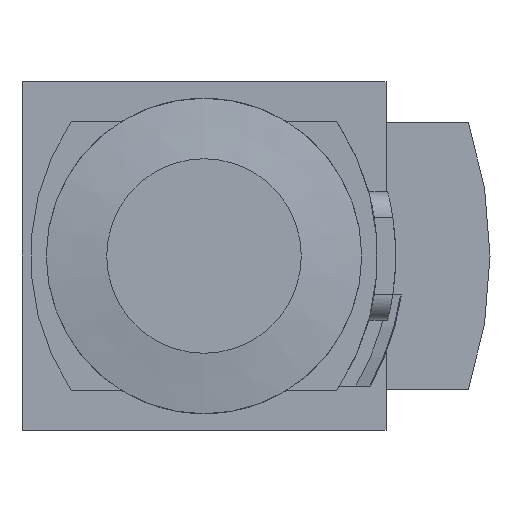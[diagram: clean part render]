
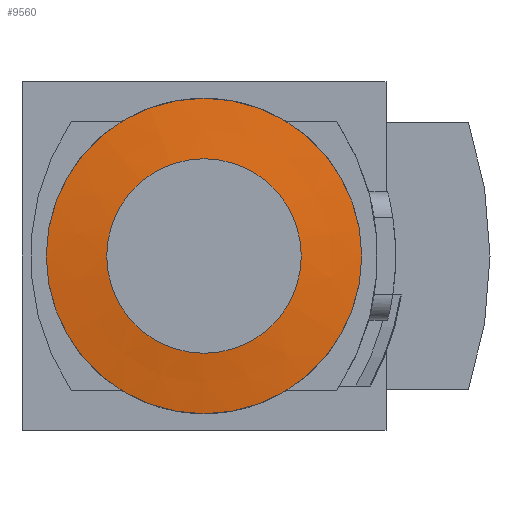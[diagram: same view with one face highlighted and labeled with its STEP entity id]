
A CAD part, front view. The second image highlights one B-rep face of the part: STEP entity #9560.
In plain terms, the highlighted conical face has half-angle 82 degrees and reference radius 18.2 mm.
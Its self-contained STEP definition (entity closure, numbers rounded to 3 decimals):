
#312=CONICAL_SURFACE('',#10098,18.2,1.431);
#1986=CIRCLE('',#10089,18.2);
#1990=CIRCLE('',#10099,11.227);
#3084=ORIENTED_EDGE('',*,*,#4805,.F.);
#3085=ORIENTED_EDGE('',*,*,#4796,.T.);
#4796=EDGE_CURVE('',#5671,#5671,#1986,.T.);
#4805=EDGE_CURVE('',#5675,#5675,#1990,.T.);
#5671=VERTEX_POINT('',#13988);
#5675=VERTEX_POINT('',#14007);
#6114=EDGE_LOOP('',(#3084));
#6115=EDGE_LOOP('',(#3085));
#6522=FACE_BOUND('',#6114,.T.);
#6523=FACE_BOUND('',#6115,.T.);
#9560=ADVANCED_FACE('',(#6522,#6523),#312,.T.);
#10089=AXIS2_PLACEMENT_3D('',#13987,#11418,#11419);
#10098=AXIS2_PLACEMENT_3D('',#14005,#11441,#11442);
#10099=AXIS2_PLACEMENT_3D('',#14006,#11443,#11444);
#11418=DIRECTION('',(0.,-1.,0.));
#11419=DIRECTION('',(0.,0.,-1.));
#11441=DIRECTION('',(0.,1.,0.));
#11442=DIRECTION('',(0.,0.,1.));
#11443=DIRECTION('',(0.,-1.,0.));
#11444=DIRECTION('',(0.,0.,-1.));
#13987=CARTESIAN_POINT('',(0.,-130.92,0.));
#13988=CARTESIAN_POINT('',(0.,-130.92,-18.2));
#14005=CARTESIAN_POINT('',(0.,-130.92,0.));
#14006=CARTESIAN_POINT('',(0.,-131.9,0.));
#14007=CARTESIAN_POINT('',(0.,-131.9,-11.227));
